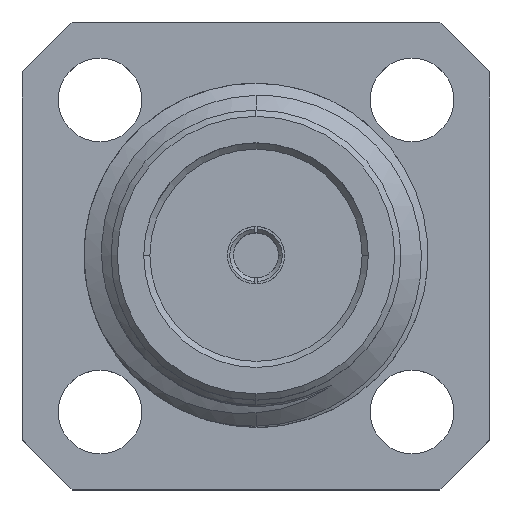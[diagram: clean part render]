
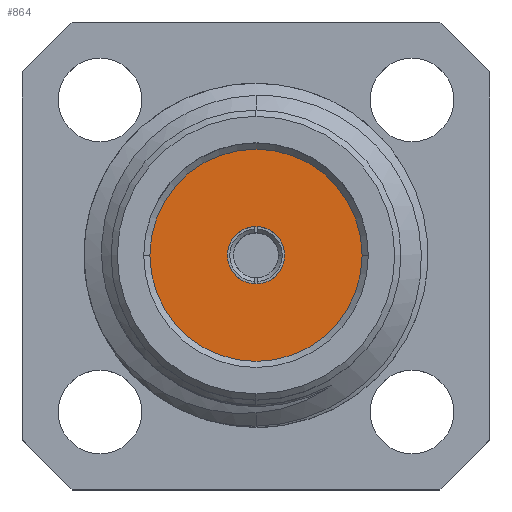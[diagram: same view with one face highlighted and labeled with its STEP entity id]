
A CAD part, top view. The second image highlights one B-rep face of the part: STEP entity #864.
In plain terms, the highlighted planar face has unit normal (0, 0, 1).
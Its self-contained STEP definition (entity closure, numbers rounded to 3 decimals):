
#123 = EDGE_CURVE ( 'NONE', #955, #1604, #2175, .T. ) ;
#142 = AXIS2_PLACEMENT_3D ( 'NONE', #547, #2107, #2120 ) ;
#230 = DIRECTION ( 'NONE',  ( 1., 0., 0. ) ) ;
#260 = ORIENTED_EDGE ( 'NONE', *, *, #3752, .F. ) ;
#287 = AXIS2_PLACEMENT_3D ( 'NONE', #417, #1936, #4238 ) ;
#417 = CARTESIAN_POINT ( 'NONE',  ( 0., 0., 7.67 ) ) ;
#547 = CARTESIAN_POINT ( 'NONE',  ( 0., 0., 7.67 ) ) ;
#708 = EDGE_CURVE ( 'NONE', #1604, #955, #1966, .T. ) ;
#773 = FACE_OUTER_BOUND ( 'NONE', #2045, .T. ) ;
#864 = ADVANCED_FACE ( 'NONE', ( #2498, #773 ), #4017, .T. ) ;
#915 = CIRCLE ( 'NONE', #2124, 0.584 ) ;
#955 = VERTEX_POINT ( 'NONE', #3574 ) ;
#986 = DIRECTION ( 'NONE',  ( 0., 0., 1. ) ) ;
#1163 = VERTEX_POINT ( 'NONE', #3744 ) ;
#1273 = CARTESIAN_POINT ( 'NONE',  ( 0., 0., 7.67 ) ) ;
#1350 = DIRECTION ( 'NONE',  ( 1., 0., 0. ) ) ;
#1604 = VERTEX_POINT ( 'NONE', #3994 ) ;
#1715 = AXIS2_PLACEMENT_3D ( 'NONE', #1273, #1907, #3470 ) ;
#1840 = AXIS2_PLACEMENT_3D ( 'NONE', #4732, #986, #1350 ) ;
#1907 = DIRECTION ( 'NONE',  ( 0., 0., 1. ) ) ;
#1922 = EDGE_CURVE ( 'NONE', #3866, #1163, #2944, .T. ) ;
#1936 = DIRECTION ( 'NONE',  ( 0., 0., 1. ) ) ;
#1966 = CIRCLE ( 'NONE', #287, 2.159 ) ;
#2045 = EDGE_LOOP ( 'NONE', ( #2794, #3929 ) ) ;
#2107 = DIRECTION ( 'NONE',  ( 0., 0., 1. ) ) ;
#2120 = DIRECTION ( 'NONE',  ( 1., 0., 0. ) ) ;
#2124 = AXIS2_PLACEMENT_3D ( 'NONE', #3654, #4026, #230 ) ;
#2175 = CIRCLE ( 'NONE', #1715, 2.159 ) ;
#2498 = FACE_BOUND ( 'NONE', #4816, .T. ) ;
#2794 = ORIENTED_EDGE ( 'NONE', *, *, #708, .T. ) ;
#2944 = CIRCLE ( 'NONE', #142, 0.584 ) ;
#3470 = DIRECTION ( 'NONE',  ( 1., 0., 0. ) ) ;
#3574 = CARTESIAN_POINT ( 'NONE',  ( -2.159, 0., 7.67 ) ) ;
#3600 = CARTESIAN_POINT ( 'NONE',  ( -0.584, 0., 7.67 ) ) ;
#3654 = CARTESIAN_POINT ( 'NONE',  ( 0., 0., 7.67 ) ) ;
#3744 = CARTESIAN_POINT ( 'NONE',  ( 0.584, 0., 7.67 ) ) ;
#3752 = EDGE_CURVE ( 'NONE', #1163, #3866, #915, .T. ) ;
#3866 = VERTEX_POINT ( 'NONE', #3600 ) ;
#3929 = ORIENTED_EDGE ( 'NONE', *, *, #123, .T. ) ;
#3994 = CARTESIAN_POINT ( 'NONE',  ( 2.159, 0., 7.67 ) ) ;
#4017 = PLANE ( 'NONE',  #1840 ) ;
#4026 = DIRECTION ( 'NONE',  ( 0., 0., 1. ) ) ;
#4238 = DIRECTION ( 'NONE',  ( 1., 0., 0. ) ) ;
#4625 = ORIENTED_EDGE ( 'NONE', *, *, #1922, .F. ) ;
#4732 = CARTESIAN_POINT ( 'NONE',  ( 0., 0., 7.67 ) ) ;
#4816 = EDGE_LOOP ( 'NONE', ( #260, #4625 ) ) ;
